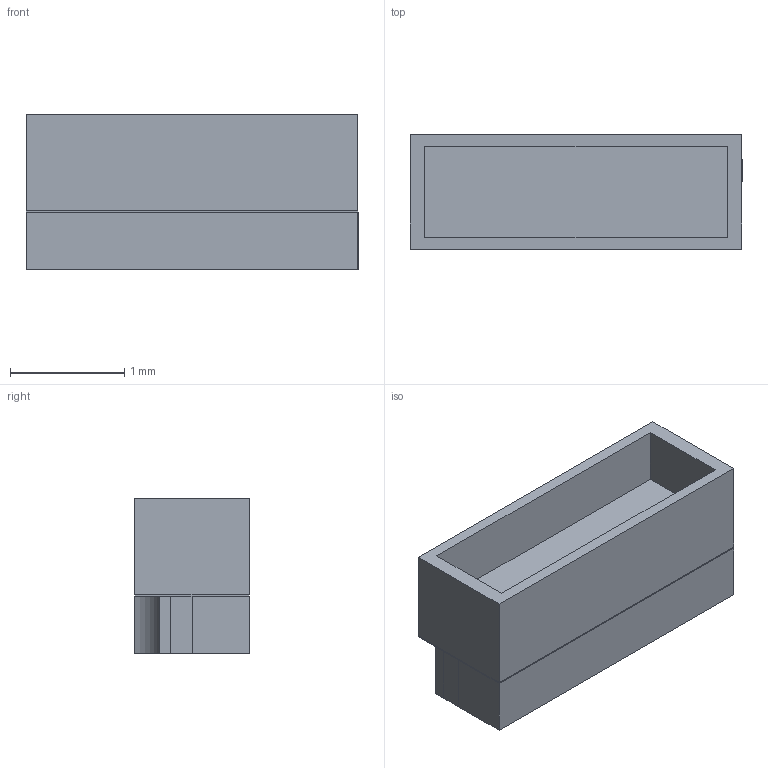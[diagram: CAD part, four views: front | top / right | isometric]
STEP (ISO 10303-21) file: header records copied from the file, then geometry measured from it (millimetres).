
FILE_DESCRIPTION (( 'STEP AP214' ), '1' );
FILE_NAME ('MSL0601RGBU1.STEP', '2022-02-15T12:56:56', ( '' ), ( '' ), 'SwSTEP 2.0', 'SolidWorks 2018', '' );
FILE_SCHEMA (( 'AUTOMOTIVE_DESIGN' ));
Length unit declared in the file: millimetre
Products named in the file (2): MSL0601RGBU1
Bounding box: 2.9 x 1 x 1.35 mm (x, y, z)
Volume: 2.8 mm3; surface area: 37.7 mm2
Topology: 12 solids, 12 shells, 95 faces, 210 edges, 140 vertices
Faces by surface type: plane 83, cylinder 12
Entity records: 3451 total; most frequent: CARTESIAN_POINT 447, DIRECTION 428, ORIENTED_EDGE 420, EDGE_CURVE 210, LINE 186, VECTOR 186, VERTEX_POINT 140, AXIS2_PLACEMENT_3D 121
